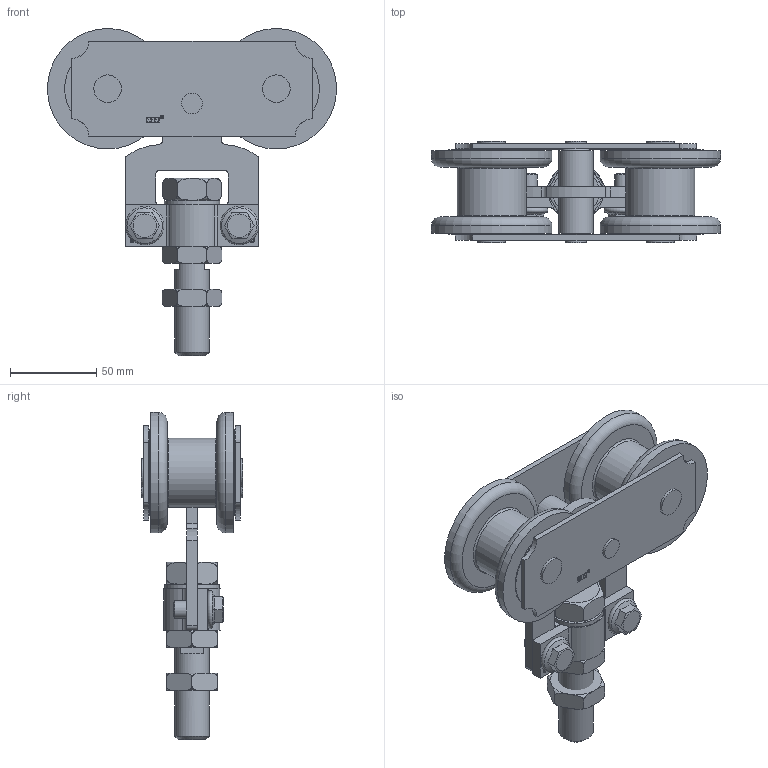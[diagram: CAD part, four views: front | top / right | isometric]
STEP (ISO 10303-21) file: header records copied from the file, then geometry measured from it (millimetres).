
FILE_DESCRIPTION(/* description */ (''),/* implementation_level */ '2;1');
FILE_NAME(/* name */ '0285S.stp',/* time_stamp */ '2020-12-22T15:19:37+01:00',/* author */ ('DBARI'),/* organization */ (''),/* preprocessor_version */ 'ST-DEVELOPER v18.1',/* originating_system */ 'Autodesk Inventor 2021',/* authorisation */ '');
FILE_SCHEMA (('AUTOMOTIVE_DESIGN { 1 0 10303 214 3 1 1 }'));
Length unit declared in the file: millimetre
Products named in the file (15): 285S; 15538 MONT; 15502; 15104; 15003; 05047; 15105 mont; CAG8S; 15070; 15106; 15004; 15746; 06017; 15017; 04523
Assembly tree (33 placements, depth 3):
  285S
    15538 MONT
    15502  x2
    15104  x2
    15003
    05047  x2
    15105 mont  x2
    CAG8S  x2
      15070
      15106
    15004
    15746
    06017  x2
    15017
    04523  x2
Bounding box: 168 x 59 x 190 mm (x, y, z)
Volume: 364120.2 mm3; surface area: 169165.8 mm2
Topology: 45 solids, 45 shells, 749 faces, 1830 edges, 1159 vertices
Faces by surface type: plane 360, cylinder 262, bspline 76, torus 36, cone 15
Full cylindrical faces by diameter (mm): 1.7 x2, 2 x2, 4.97 x26, 8.376 x2, 9.7 x6, 10 x8, 10.1 x2, 12 x2, 16 x5, 16.2 x3, 17.294 x2, 20 x4, 23.9 x2, 24.2 x2, 32 x1, 33.8 x2, 34 x2, 40 x2, 50 x4, 70 x4
Entity records: 14441 total; most frequent: CARTESIAN_POINT 3721, ORIENTED_EDGE 2156, DIRECTION 2057, EDGE_CURVE 1078, AXIS2_PLACEMENT_3D 775, VERTEX_POINT 688, LINE 507, VECTOR 507
